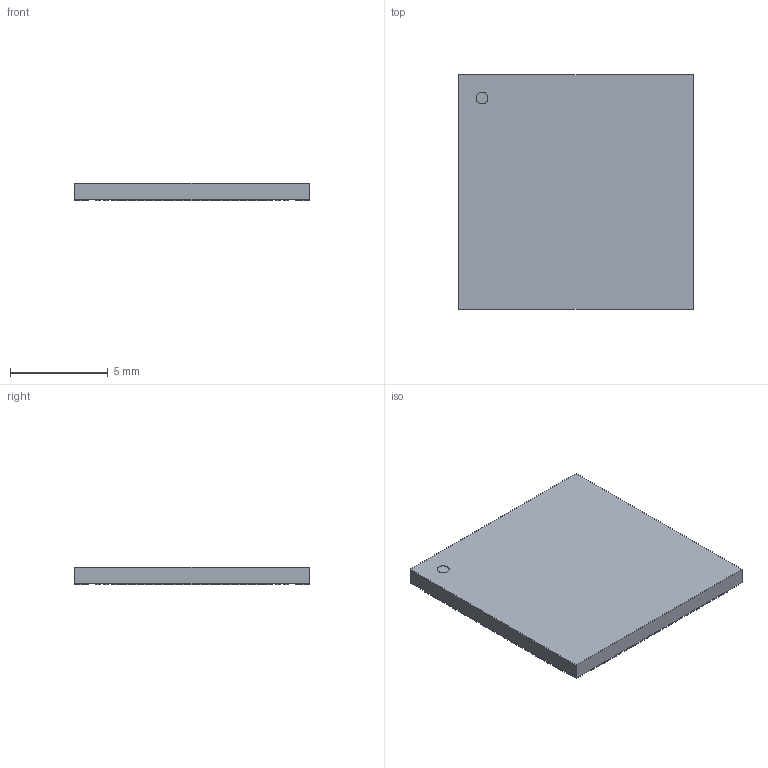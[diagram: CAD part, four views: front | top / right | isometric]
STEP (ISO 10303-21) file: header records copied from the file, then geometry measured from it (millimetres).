
FILE_DESCRIPTION(('STEP AP214'),'1');
FILE_NAME('VQFN100_KDX_MCH','2025-02-26T05:57:08',(''),(''),'','','');
FILE_SCHEMA(('AUTOMOTIVE_DESIGN'));
Length unit declared in the file: millimetre
Products named in the file (1): product
Bounding box: 11.99 x 11.99 x 0.89 mm (x, y, z)
Volume: 124.7 mm3; surface area: 507.1 mm2
Topology: 103 solids, 103 shells, 615 faces, 1227 edges, 818 vertices
Faces by surface type: plane 614, cylinder 1
Full cylindrical faces by diameter (mm): 0.599 x1
Entity records: 14917 total; most frequent: DIRECTION 2462, ORIENTED_EDGE 2452, CARTESIAN_POINT 1437, EDGE_CURVE 1226, LINE 1224, VECTOR 1224, VERTEX_POINT 818, AXIS2_PLACEMENT_3D 619
